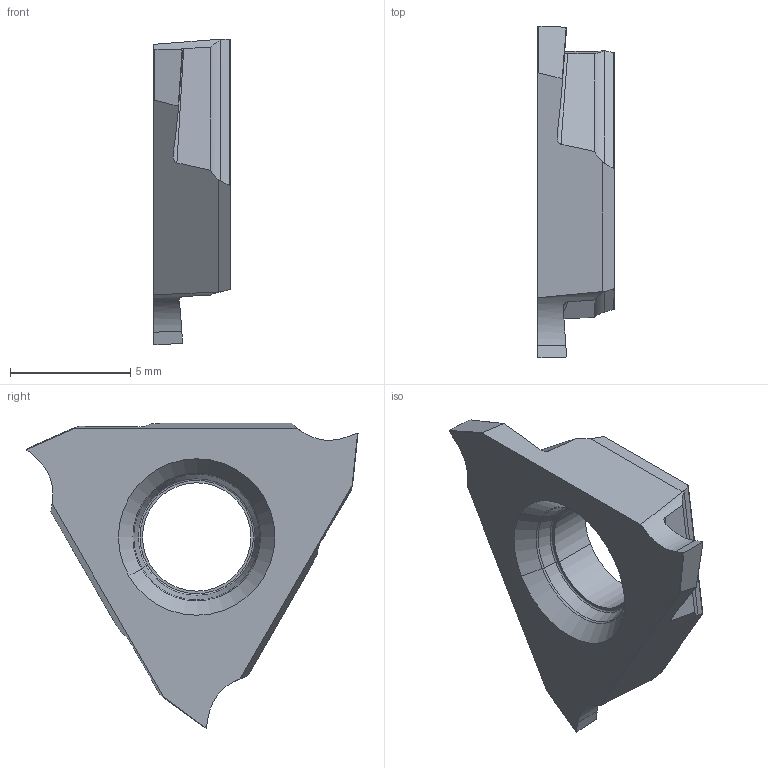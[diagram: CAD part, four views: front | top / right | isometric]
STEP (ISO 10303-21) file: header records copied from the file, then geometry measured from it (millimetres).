
FILE_DESCRIPTION((''),'2;1');
FILE_NAME('GTAT12020V5L-E_F','2024-07-11T13:19:06',('tlyae018'),('PTC Japan'),'CREO PARAMETRIC BY PTC INC, 2021424','CREO PARAMETRIC BY PTC INC, 2021424','');
FILE_SCHEMA(('AUTOMOTIVE_DESIGN { 1 0 10303 214 1 1 1 1 }'));
Length unit declared in the file: millimetre
Products named in the file (1): GTAT12020V5L-E_F
Bounding box: 3.18 x 13.79 x 12.68 mm (x, y, z)
Volume: 215.9 mm3; surface area: 320.6 mm2
Topology: 1 solids, 1 shells, 70 faces, 215 edges, 148 vertices
Faces by surface type: plane 24, cylinder 20, bspline 12, extrusion 6, cone 4, torus 4
Entity records: 3736 total; most frequent: CARTESIAN_POINT 1324, ORIENTED_EDGE 378, DIRECTION 265, PRESENTATION_STYLE_ASSIGNMENT 218, STYLED_ITEM 218, CURVE_STYLE 217, EDGE_CURVE 189, VERTEX_POINT 122
